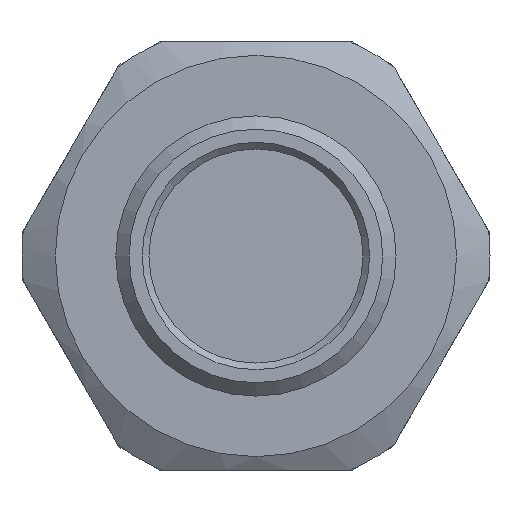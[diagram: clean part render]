
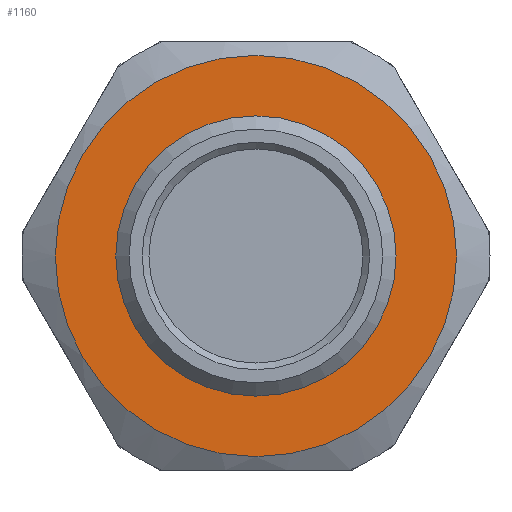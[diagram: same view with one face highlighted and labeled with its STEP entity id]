
A CAD part, front view. The second image highlights one B-rep face of the part: STEP entity #1160.
In plain terms, the highlighted planar face has unit normal (0, -1, 0).
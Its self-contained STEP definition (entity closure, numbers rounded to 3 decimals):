
#235=FACE_BOUND('',#359,.T.);
#283=FACE_OUTER_BOUND('',#358,.T.);
#358=EDGE_LOOP('',(#938));
#359=EDGE_LOOP('',(#939));
#427=CIRCLE('',#1294,9.477);
#428=CIRCLE('',#1296,15.);
#516=VERTEX_POINT('',#1953);
#517=VERTEX_POINT('',#1957);
#667=EDGE_CURVE('',#516,#516,#427,.T.);
#669=EDGE_CURVE('',#517,#517,#428,.T.);
#938=ORIENTED_EDGE('',*,*,#669,.F.);
#939=ORIENTED_EDGE('',*,*,#667,.T.);
#1100=PLANE('',#1295);
#1160=ADVANCED_FACE('',(#283,#235),#1100,.T.);
#1294=AXIS2_PLACEMENT_3D('',#1954,#1541,#1542);
#1295=AXIS2_PLACEMENT_3D('',#1956,#1544,#1545);
#1296=AXIS2_PLACEMENT_3D('',#1958,#1546,#1547);
#1541=DIRECTION('center_axis',(0.,1.,0.));
#1542=DIRECTION('ref_axis',(1.,0.,0.));
#1544=DIRECTION('center_axis',(0.,-1.,0.));
#1545=DIRECTION('ref_axis',(0.,0.,-1.));
#1546=DIRECTION('center_axis',(0.,1.,0.));
#1547=DIRECTION('ref_axis',(1.,0.,0.));
#1953=CARTESIAN_POINT('',(9.477,15.,0.));
#1954=CARTESIAN_POINT('Origin',(0.,15.,0.));
#1956=CARTESIAN_POINT('Origin',(-15.,15.,0.));
#1957=CARTESIAN_POINT('',(15.,15.,0.));
#1958=CARTESIAN_POINT('Origin',(0.,15.,0.));
